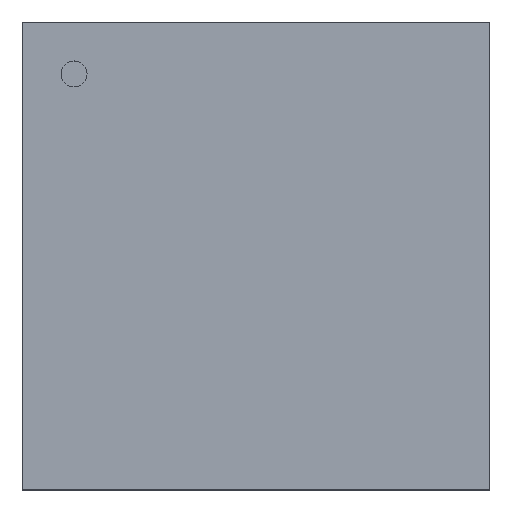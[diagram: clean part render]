
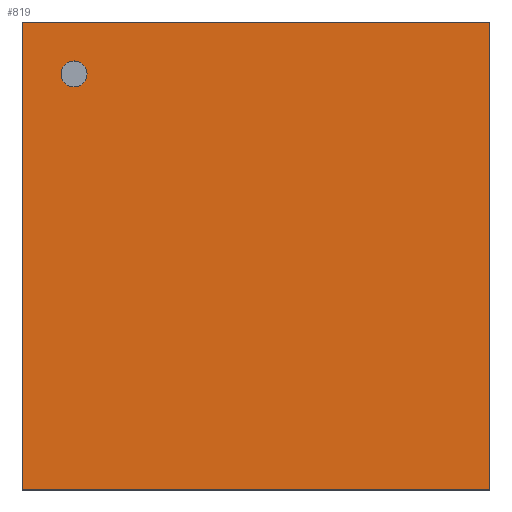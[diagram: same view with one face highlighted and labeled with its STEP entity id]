
A CAD part, top view. The second image highlights one B-rep face of the part: STEP entity #819.
In plain terms, the highlighted planar face has unit normal (0, 0, 1).
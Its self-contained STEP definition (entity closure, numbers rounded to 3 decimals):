
#5 = DIRECTION ( 'NONE',  ( 0., 0., -1. ) ) ;
#22 = EDGE_CURVE ( 'NONE', #418, #171, #977, .T. ) ;
#65 = CARTESIAN_POINT ( 'NONE',  ( -4.5, 4.5, 0.8 ) ) ;
#67 = ORIENTED_EDGE ( 'NONE', *, *, #1132, .F. ) ;
#79 = CARTESIAN_POINT ( 'NONE',  ( 4.5, 4.5, 0.8 ) ) ;
#110 = DIRECTION ( 'NONE',  ( 0., 0., 1. ) ) ;
#171 = VERTEX_POINT ( 'NONE', #527 ) ;
#190 = CARTESIAN_POINT ( 'NONE',  ( 4.5, 4.5, 0.8 ) ) ;
#286 = AXIS2_PLACEMENT_3D ( 'NONE', #1262, #110, #638 ) ;
#310 = CARTESIAN_POINT ( 'NONE',  ( -4.5, 4.5, 0.8 ) ) ;
#354 = DIRECTION ( 'NONE',  ( 1., 0., 0. ) ) ;
#371 = ORIENTED_EDGE ( 'NONE', *, *, #22, .F. ) ;
#418 = VERTEX_POINT ( 'NONE', #190 ) ;
#427 = EDGE_CURVE ( 'NONE', #838, #847, #1291, .T. ) ;
#447 = EDGE_CURVE ( 'NONE', #781, #727, #954, .T. ) ;
#454 = CARTESIAN_POINT ( 'NONE',  ( -3.5, 3.5, 0.8 ) ) ;
#466 = EDGE_LOOP ( 'NONE', ( #1432, #821 ) ) ;
#527 = CARTESIAN_POINT ( 'NONE',  ( 4.5, -4.5, 0.8 ) ) ;
#553 = EDGE_LOOP ( 'NONE', ( #1048, #1305, #67, #371 ) ) ;
#563 = VECTOR ( 'NONE', #1362, 1000. ) ;
#622 = PLANE ( 'NONE',  #286 ) ;
#638 = DIRECTION ( 'NONE',  ( 1., 0., 0. ) ) ;
#656 = DIRECTION ( 'NONE',  ( 0., 0., -1. ) ) ;
#690 = VECTOR ( 'NONE', #1415, 1000. ) ;
#725 = CARTESIAN_POINT ( 'NONE',  ( -3.25, 3.5, 0.8 ) ) ;
#727 = VERTEX_POINT ( 'NONE', #742 ) ;
#742 = CARTESIAN_POINT ( 'NONE',  ( -3.75, 3.5, 0.8 ) ) ;
#781 = VERTEX_POINT ( 'NONE', #725 ) ;
#819 = ADVANCED_FACE ( 'NONE', ( #1505, #995 ), #622, .T. ) ;
#821 = ORIENTED_EDGE ( 'NONE', *, *, #1408, .T. ) ;
#838 = VERTEX_POINT ( 'NONE', #1401 ) ;
#847 = VERTEX_POINT ( 'NONE', #310 ) ;
#850 = AXIS2_PLACEMENT_3D ( 'NONE', #454, #656, #910 ) ;
#910 = DIRECTION ( 'NONE',  ( 1., 0., 0. ) ) ;
#954 = CIRCLE ( 'NONE', #850, 0.25 ) ;
#956 = VECTOR ( 'NONE', #1475, 1000. ) ;
#977 = LINE ( 'NONE', #1342, #563 ) ;
#995 = FACE_BOUND ( 'NONE', #466, .T. ) ;
#1000 = DIRECTION ( 'NONE',  ( 1., 0., 0. ) ) ;
#1048 = ORIENTED_EDGE ( 'NONE', *, *, #1164, .F. ) ;
#1132 = EDGE_CURVE ( 'NONE', #171, #838, #1348, .T. ) ;
#1164 = EDGE_CURVE ( 'NONE', #847, #418, #1448, .T. ) ;
#1246 = CIRCLE ( 'NONE', #1499, 0.25 ) ;
#1262 = CARTESIAN_POINT ( 'NONE',  ( 0., 0., 0.8 ) ) ;
#1291 = LINE ( 'NONE', #65, #690 ) ;
#1305 = ORIENTED_EDGE ( 'NONE', *, *, #427, .F. ) ;
#1342 = CARTESIAN_POINT ( 'NONE',  ( 4.5, -4.5, 0.8 ) ) ;
#1348 = LINE ( 'NONE', #1484, #956 ) ;
#1362 = DIRECTION ( 'NONE',  ( 0., -1., 0. ) ) ;
#1380 = VECTOR ( 'NONE', #354, 1000. ) ;
#1391 = CARTESIAN_POINT ( 'NONE',  ( -3.5, 3.5, 0.8 ) ) ;
#1401 = CARTESIAN_POINT ( 'NONE',  ( -4.5, -4.5, 0.8 ) ) ;
#1408 = EDGE_CURVE ( 'NONE', #727, #781, #1246, .T. ) ;
#1415 = DIRECTION ( 'NONE',  ( 0., 1., 0. ) ) ;
#1432 = ORIENTED_EDGE ( 'NONE', *, *, #447, .T. ) ;
#1448 = LINE ( 'NONE', #79, #1380 ) ;
#1475 = DIRECTION ( 'NONE',  ( -1., 0., 0. ) ) ;
#1484 = CARTESIAN_POINT ( 'NONE',  ( -4.5, -4.5, 0.8 ) ) ;
#1499 = AXIS2_PLACEMENT_3D ( 'NONE', #1391, #5, #1000 ) ;
#1505 = FACE_OUTER_BOUND ( 'NONE', #553, .T. ) ;
